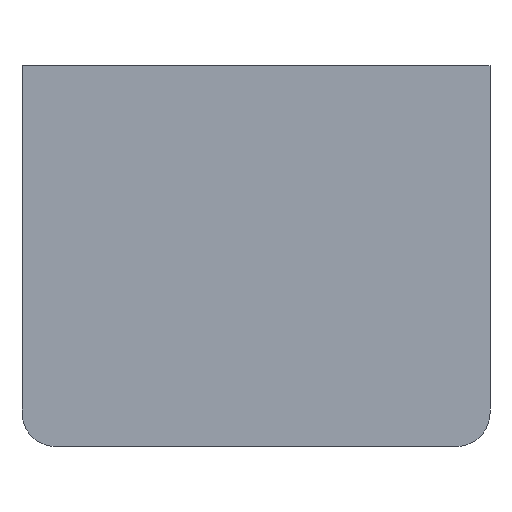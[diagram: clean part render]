
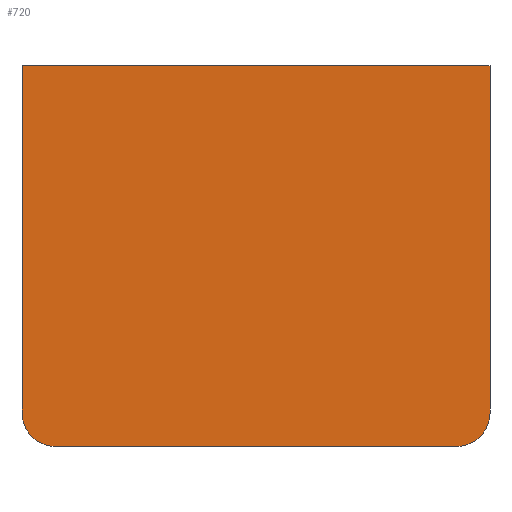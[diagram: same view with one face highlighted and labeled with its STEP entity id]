
A CAD part, front view. The second image highlights one B-rep face of the part: STEP entity #720.
In plain terms, the highlighted planar face has unit normal (0, -1, 0).
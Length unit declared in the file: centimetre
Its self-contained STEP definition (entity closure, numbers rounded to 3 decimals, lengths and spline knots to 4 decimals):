
#30=LINE('',#1187,#78);
#37=LINE('',#1201,#85);
#39=LINE('',#1205,#87);
#42=LINE('',#1212,#90);
#78=VECTOR('',#885,5.19);
#85=VECTOR('',#894,6.99);
#87=VECTOR('',#898,5.19);
#90=VECTOR('',#903,5.99);
#121=PLANE('',#779);
#169=FACE_OUTER_BOUND('',#214,.T.);
#214=EDGE_LOOP('',(#539,#540,#541,#542,#543,#544));
#271=CIRCLE('',#780,0.5);
#272=CIRCLE('',#781,0.5);
#331=VERTEX_POINT('',#1184);
#332=VERTEX_POINT('',#1186);
#338=VERTEX_POINT('',#1200);
#339=VERTEX_POINT('',#1204);
#341=VERTEX_POINT('',#1210);
#342=VERTEX_POINT('',#1211);
#405=EDGE_CURVE('',#331,#332,#30,.T.);
#412=EDGE_CURVE('',#332,#338,#37,.T.);
#414=EDGE_CURVE('',#338,#339,#39,.T.);
#417=EDGE_CURVE('',#341,#342,#42,.T.);
#428=EDGE_CURVE('',#331,#342,#271,.F.);
#429=EDGE_CURVE('',#341,#339,#272,.F.);
#539=ORIENTED_EDGE('',*,*,#405,.F.);
#540=ORIENTED_EDGE('',*,*,#428,.T.);
#541=ORIENTED_EDGE('',*,*,#417,.F.);
#542=ORIENTED_EDGE('',*,*,#429,.T.);
#543=ORIENTED_EDGE('',*,*,#414,.F.);
#544=ORIENTED_EDGE('',*,*,#412,.F.);
#720=ADVANCED_FACE('',(#169),#121,.F.);
#779=AXIS2_PLACEMENT_3D('',#1230,#919,#920);
#780=AXIS2_PLACEMENT_3D('',#1231,#921,#922);
#781=AXIS2_PLACEMENT_3D('',#1232,#923,#924);
#885=DIRECTION('',(0.,0.,1.));
#894=DIRECTION('',(1.,0.,0.));
#898=DIRECTION('',(0.,0.,-1.));
#903=DIRECTION('',(-1.,0.,0.));
#919=DIRECTION('center_axis',(0.,1.,0.));
#920=DIRECTION('ref_axis',(0.,0.,1.));
#921=DIRECTION('center_axis',(0.,1.,0.));
#922=DIRECTION('ref_axis',(0.,0.,1.));
#923=DIRECTION('center_axis',(0.,1.,0.));
#924=DIRECTION('ref_axis',(0.,0.,1.));
#1184=CARTESIAN_POINT('',(-3.495,0.,-2.345));
#1186=CARTESIAN_POINT('',(-3.495,0.,2.845));
#1187=CARTESIAN_POINT('',(-3.495,0.,-2.345));
#1200=CARTESIAN_POINT('',(3.495,0.,2.845));
#1201=CARTESIAN_POINT('',(-3.495,0.,2.845));
#1204=CARTESIAN_POINT('',(3.495,0.,-2.345));
#1205=CARTESIAN_POINT('',(3.495,0.,2.845));
#1210=CARTESIAN_POINT('',(2.995,0.,-2.845));
#1211=CARTESIAN_POINT('',(-2.995,0.,-2.845));
#1212=CARTESIAN_POINT('',(2.995,0.,-2.845));
#1230=CARTESIAN_POINT('Origin',(0.,0.,0.));
#1231=CARTESIAN_POINT('Origin',(-2.995,0.,-2.345));
#1232=CARTESIAN_POINT('Origin',(2.995,0.,-2.345));
